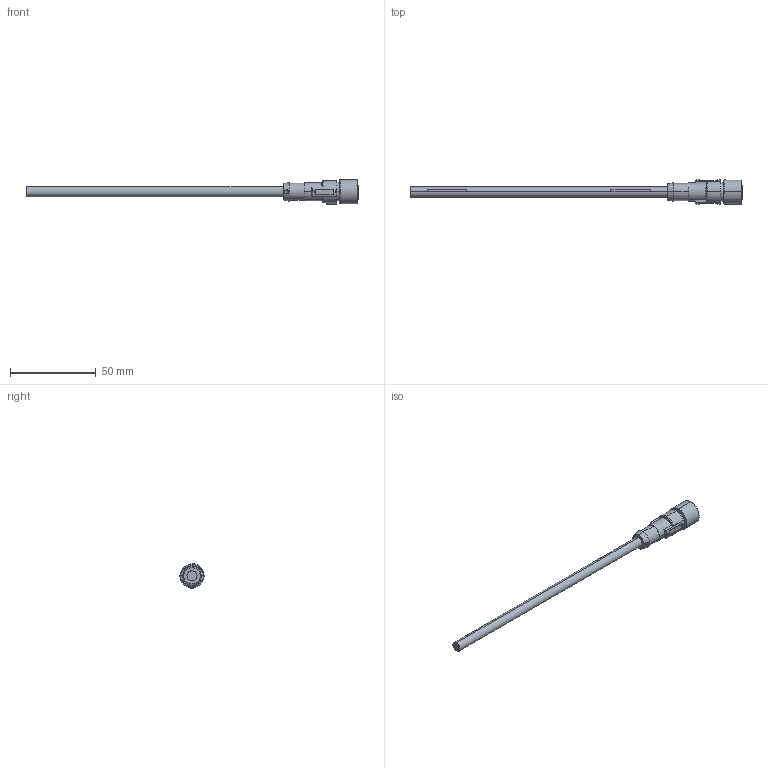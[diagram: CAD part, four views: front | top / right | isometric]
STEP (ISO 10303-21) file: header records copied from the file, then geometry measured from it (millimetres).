
FILE_DESCRIPTION(('STEP AP242'),'1');
FILE_NAME('connector_xzcpv1865l10.stp','2021-09-28T12:52:58',('TraceParts'),('TraceParts S.A.'),'Spatial InterOp 3D',' ',' ');
FILE_SCHEMA(('AP242_MANAGED_MODEL_BASED_3D_ENGINEERING_MIM_LF {1 0 10303 442 1 1 4}'));
Length unit declared in the file: millimetre
Products named in the file (1): connector_xzcpv1865l10
Bounding box: 193.3 x 14 x 14.2 mm (x, y, z)
Volume: 8456.4 mm3; surface area: 5505.2 mm2
Topology: 1 solids, 1 shells, 157 faces, 422 edges, 282 vertices
Faces by surface type: cylinder 57, plane 50, cone 23, torus 21, bspline 6
Entity records: 5889 total; most frequent: CARTESIAN_POINT 1884, DIRECTION 850, ORIENTED_EDGE 844, EDGE_CURVE 422, AXIS2_PLACEMENT_3D 342, VERTEX_POINT 282, CIRCLE 190, EDGE_LOOP 172
